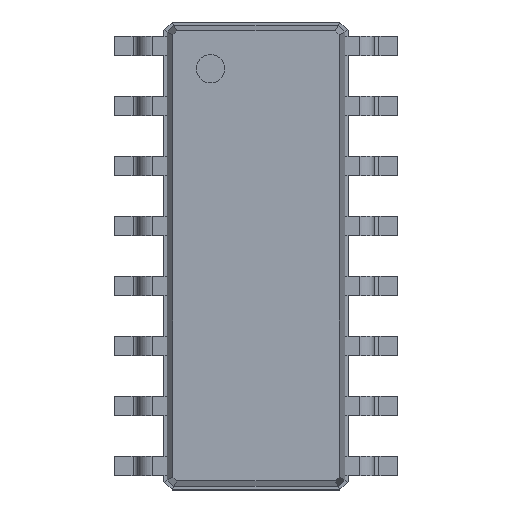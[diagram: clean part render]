
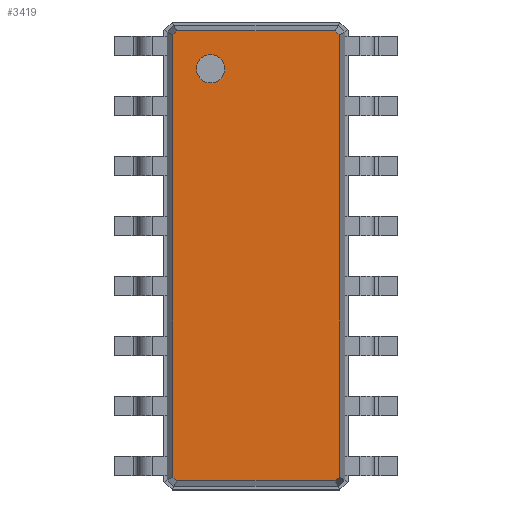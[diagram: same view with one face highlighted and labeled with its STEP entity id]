
A CAD part, top view. The second image highlights one B-rep face of the part: STEP entity #3419.
In plain terms, the highlighted planar face has unit normal (0, 0, 1).
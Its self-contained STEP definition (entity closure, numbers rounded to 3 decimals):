
#1430 = VERTEX_POINT('',#1431);
#1431 = CARTESIAN_POINT('',(1.76,-4.68,1.75));
#1436 = EDGE_CURVE('',#1437,#1430,#1439,.T.);
#1437 = VERTEX_POINT('',#1438);
#1438 = CARTESIAN_POINT('',(1.76,4.68,1.75));
#1439 = LINE('',#1440,#1441);
#1440 = CARTESIAN_POINT('',(1.76,4.68,1.75));
#1441 = VECTOR('',#1442,1.);
#1442 = DIRECTION('',(0.,-1.,0.));
#3383 = EDGE_CURVE('',#3384,#1437,#3386,.T.);
#3384 = VERTEX_POINT('',#3385);
#3385 = CARTESIAN_POINT('',(1.68,4.76,1.75));
#3386 = LINE('',#3387,#3388);
#3387 = CARTESIAN_POINT('',(1.68,4.76,1.75));
#3388 = VECTOR('',#3389,1.);
#3389 = DIRECTION('',(0.707,-0.707,0.));
#3419 = ADVANCED_FACE('',(#3420,#3470),#3481,.T.);
#3420 = FACE_BOUND('',#3421,.T.);
#3421 = EDGE_LOOP('',(#3422,#3430,#3438,#3446,#3454,#3462,#3468,#3469));
#3422 = ORIENTED_EDGE('',*,*,#3423,.F.);
#3423 = EDGE_CURVE('',#3424,#3384,#3426,.T.);
#3424 = VERTEX_POINT('',#3425);
#3425 = CARTESIAN_POINT('',(-1.68,4.76,1.75));
#3426 = LINE('',#3427,#3428);
#3427 = CARTESIAN_POINT('',(-1.68,4.76,1.75));
#3428 = VECTOR('',#3429,1.);
#3429 = DIRECTION('',(1.,0.,0.));
#3430 = ORIENTED_EDGE('',*,*,#3431,.F.);
#3431 = EDGE_CURVE('',#3432,#3424,#3434,.T.);
#3432 = VERTEX_POINT('',#3433);
#3433 = CARTESIAN_POINT('',(-1.76,4.68,1.75));
#3434 = LINE('',#3435,#3436);
#3435 = CARTESIAN_POINT('',(-1.76,4.68,1.75));
#3436 = VECTOR('',#3437,1.);
#3437 = DIRECTION('',(0.707,0.707,0.));
#3438 = ORIENTED_EDGE('',*,*,#3439,.F.);
#3439 = EDGE_CURVE('',#3440,#3432,#3442,.T.);
#3440 = VERTEX_POINT('',#3441);
#3441 = CARTESIAN_POINT('',(-1.76,-4.68,1.75));
#3442 = LINE('',#3443,#3444);
#3443 = CARTESIAN_POINT('',(-1.76,-4.68,1.75));
#3444 = VECTOR('',#3445,1.);
#3445 = DIRECTION('',(0.,1.,0.));
#3446 = ORIENTED_EDGE('',*,*,#3447,.F.);
#3447 = EDGE_CURVE('',#3448,#3440,#3450,.T.);
#3448 = VERTEX_POINT('',#3449);
#3449 = CARTESIAN_POINT('',(-1.68,-4.76,1.75));
#3450 = LINE('',#3451,#3452);
#3451 = CARTESIAN_POINT('',(-1.68,-4.76,1.75));
#3452 = VECTOR('',#3453,1.);
#3453 = DIRECTION('',(-0.707,0.707,0.));
#3454 = ORIENTED_EDGE('',*,*,#3455,.F.);
#3455 = EDGE_CURVE('',#3456,#3448,#3458,.T.);
#3456 = VERTEX_POINT('',#3457);
#3457 = CARTESIAN_POINT('',(1.68,-4.76,1.75));
#3458 = LINE('',#3459,#3460);
#3459 = CARTESIAN_POINT('',(1.68,-4.76,1.75));
#3460 = VECTOR('',#3461,1.);
#3461 = DIRECTION('',(-1.,0.,0.));
#3462 = ORIENTED_EDGE('',*,*,#3463,.F.);
#3463 = EDGE_CURVE('',#1430,#3456,#3464,.T.);
#3464 = LINE('',#3465,#3466);
#3465 = CARTESIAN_POINT('',(1.76,-4.68,1.75));
#3466 = VECTOR('',#3467,1.);
#3467 = DIRECTION('',(-0.707,-0.707,0.));
#3468 = ORIENTED_EDGE('',*,*,#1436,.F.);
#3469 = ORIENTED_EDGE('',*,*,#3383,.F.);
#3470 = FACE_BOUND('',#3471,.T.);
#3471 = EDGE_LOOP('',(#3472));
#3472 = ORIENTED_EDGE('',*,*,#3473,.F.);
#3473 = EDGE_CURVE('',#3474,#3474,#3476,.T.);
#3474 = VERTEX_POINT('',#3475);
#3475 = CARTESIAN_POINT('',(-0.96,3.66,1.75));
#3476 = CIRCLE('',#3477,0.3);
#3477 = AXIS2_PLACEMENT_3D('',#3478,#3479,#3480);
#3478 = CARTESIAN_POINT('',(-0.96,3.96,1.75));
#3479 = DIRECTION('',(0.,0.,1.));
#3480 = DIRECTION('',(0.,-1.,0.));
#3481 = PLANE('',#3482);
#3482 = AXIS2_PLACEMENT_3D('',#3483,#3484,#3485);
#3483 = CARTESIAN_POINT('',(-1.68,4.76,1.75));
#3484 = DIRECTION('',(0.,0.,1.));
#3485 = DIRECTION('',(0.333,-0.943,0.));
